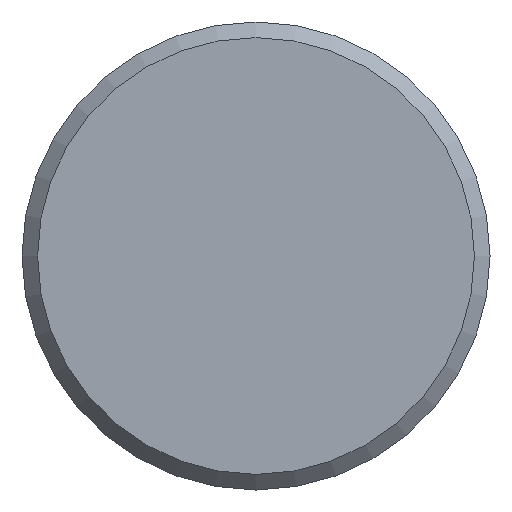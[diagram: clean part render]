
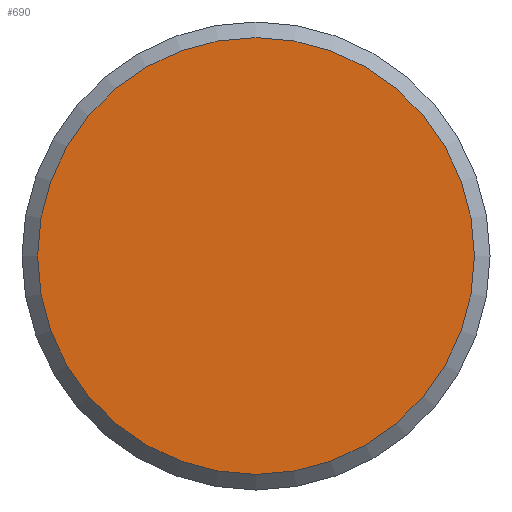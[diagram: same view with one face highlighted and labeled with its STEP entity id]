
A CAD part, front view. The second image highlights one B-rep face of the part: STEP entity #690.
In plain terms, the highlighted planar face has unit normal (0, -1, 0).
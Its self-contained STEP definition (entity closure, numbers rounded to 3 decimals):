
#124=FACE_OUTER_BOUND('',#172,.T.);
#172=EDGE_LOOP('',(#456));
#228=CIRCLE('',#764,14.);
#289=VERTEX_POINT('',#1120);
#353=EDGE_CURVE('',#289,#289,#228,.T.);
#456=ORIENTED_EDGE('',*,*,#353,.T.);
#624=PLANE('',#765);
#690=ADVANCED_FACE('',(#124),#624,.T.);
#764=AXIS2_PLACEMENT_3D('',#1121,#886,#887);
#765=AXIS2_PLACEMENT_3D('',#1123,#889,#890);
#886=DIRECTION('center_axis',(0.,-1.,0.));
#887=DIRECTION('ref_axis',(1.,0.,0.));
#889=DIRECTION('center_axis',(0.,-1.,0.));
#890=DIRECTION('ref_axis',(0.,0.,-1.));
#1120=CARTESIAN_POINT('',(-14.,-1.,0.));
#1121=CARTESIAN_POINT('Origin',(0.,-1.,0.));
#1123=CARTESIAN_POINT('Origin',(7.,-1.,0.));
